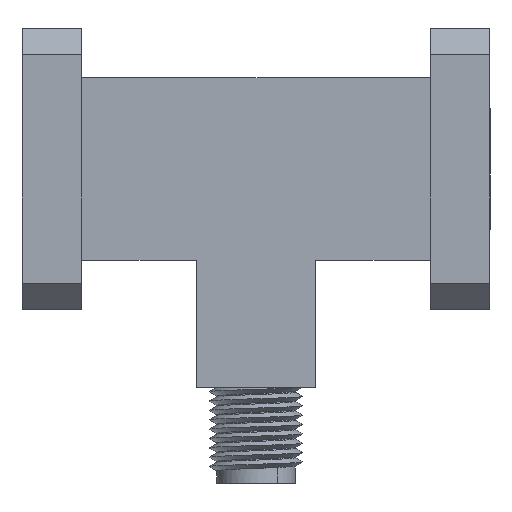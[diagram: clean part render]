
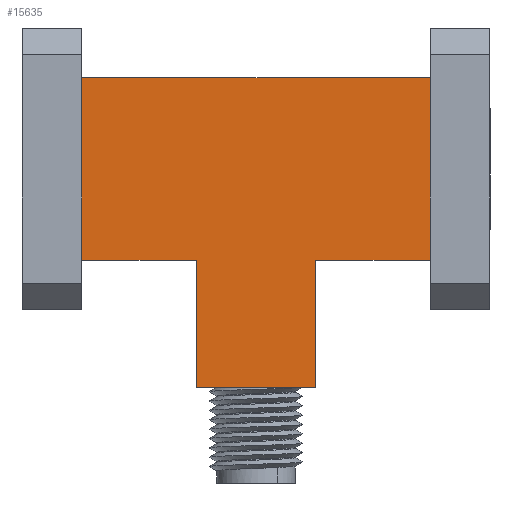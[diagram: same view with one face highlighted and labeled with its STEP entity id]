
A CAD part, front view. The second image highlights one B-rep face of the part: STEP entity #15635.
In plain terms, the highlighted planar face has unit normal (0, -1, 0).
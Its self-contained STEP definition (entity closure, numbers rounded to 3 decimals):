
#63 = CARTESIAN_POINT ( 'NONE',  ( -12.176, 1.203, 12.611 ) ) ;
#240 = ORIENTED_EDGE ( 'NONE', *, *, #30228, .F. ) ;
#375 = CARTESIAN_POINT ( 'NONE',  ( -12.176, 1.203, -3.112 ) ) ;
#414 = DIRECTION ( 'NONE',  ( 0., 0., -1. ) ) ;
#447 = DIRECTION ( 'NONE',  ( -1., 0., 0. ) ) ;
#574 = VERTEX_POINT ( 'NONE', #6411 ) ;
#1172 = CARTESIAN_POINT ( 'NONE',  ( 11.446, 1.203, 12.611 ) ) ;
#1366 = AXIS2_PLACEMENT_3D ( 'NONE', #63, #28849, #28969 ) ;
#1368 = VECTOR ( 'NONE', #17628, 1000. ) ;
#2542 = CARTESIAN_POINT ( 'NONE',  ( -4.429, 1.203, -11.774 ) ) ;
#3316 = CARTESIAN_POINT ( 'NONE',  ( -12.176, 1.203, 12.611 ) ) ;
#3776 = DIRECTION ( 'NONE',  ( 0., 0., 1. ) ) ;
#4932 = LINE ( 'NONE', #28794, #26476 ) ;
#5357 = VERTEX_POINT ( 'NONE', #20407 ) ;
#5526 = EDGE_LOOP ( 'NONE', ( #28534, #27183, #17362, #15374, #5596, #22008, #10120, #240 ) ) ;
#5596 = ORIENTED_EDGE ( 'NONE', *, *, #25499, .F. ) ;
#6411 = CARTESIAN_POINT ( 'NONE',  ( 11.446, 1.203, 9.283 ) ) ;
#7481 = EDGE_CURVE ( 'NONE', #18308, #13822, #13890, .T. ) ;
#9330 = LINE ( 'NONE', #28883, #27654 ) ;
#9355 = CARTESIAN_POINT ( 'NONE',  ( -12.176, 1.203, -3.112 ) ) ;
#9979 = EDGE_CURVE ( 'NONE', #31859, #10230, #21931, .T. ) ;
#9987 = DIRECTION ( 'NONE',  ( -1., 0., 0. ) ) ;
#10120 = ORIENTED_EDGE ( 'NONE', *, *, #9979, .T. ) ;
#10230 = VERTEX_POINT ( 'NONE', #19151 ) ;
#11879 = VECTOR ( 'NONE', #9987, 1000. ) ;
#12557 = FACE_OUTER_BOUND ( 'NONE', #5526, .T. ) ;
#13155 = CARTESIAN_POINT ( 'NONE',  ( -12.176, 1.203, -3.112 ) ) ;
#13822 = VERTEX_POINT ( 'NONE', #15211 ) ;
#13890 = LINE ( 'NONE', #9355, #1368 ) ;
#14586 = EDGE_CURVE ( 'NONE', #574, #28824, #4932, .T. ) ;
#15211 = CARTESIAN_POINT ( 'NONE',  ( -4.429, 1.203, -3.112 ) ) ;
#15307 = EDGE_CURVE ( 'NONE', #28824, #18308, #19920, .T. ) ;
#15374 = ORIENTED_EDGE ( 'NONE', *, *, #27591, .F. ) ;
#15593 = CARTESIAN_POINT ( 'NONE',  ( -4.429, 1.203, -11.774 ) ) ;
#15635 = ADVANCED_FACE ( 'NONE', ( #12557 ), #23511, .F. ) ;
#16969 = VECTOR ( 'NONE', #26928, 1000. ) ;
#17362 = ORIENTED_EDGE ( 'NONE', *, *, #7481, .T. ) ;
#17402 = VECTOR ( 'NONE', #26116, 1000. ) ;
#17628 = DIRECTION ( 'NONE',  ( 1., 0., 0. ) ) ;
#18308 = VERTEX_POINT ( 'NONE', #13155 ) ;
#19151 = CARTESIAN_POINT ( 'NONE',  ( 11.446, 1.203, -3.112 ) ) ;
#19485 = LINE ( 'NONE', #21816, #31310 ) ;
#19615 = LINE ( 'NONE', #2542, #11879 ) ;
#19821 = VERTEX_POINT ( 'NONE', #15593 ) ;
#19920 = LINE ( 'NONE', #3316, #27662 ) ;
#20407 = CARTESIAN_POINT ( 'NONE',  ( 3.699, 1.203, -11.774 ) ) ;
#20933 = DIRECTION ( 'NONE',  ( 0., 0., 1. ) ) ;
#21102 = LINE ( 'NONE', #1172, #16969 ) ;
#21755 = CARTESIAN_POINT ( 'NONE',  ( 3.699, 1.203, -3.112 ) ) ;
#21816 = CARTESIAN_POINT ( 'NONE',  ( 3.699, 1.203, -5.297 ) ) ;
#21931 = LINE ( 'NONE', #375, #17402 ) ;
#22008 = ORIENTED_EDGE ( 'NONE', *, *, #28241, .T. ) ;
#22977 = CARTESIAN_POINT ( 'NONE',  ( -12.176, 1.203, 9.283 ) ) ;
#23511 = PLANE ( 'NONE',  #1366 ) ;
#25499 = EDGE_CURVE ( 'NONE', #5357, #19821, #19615, .T. ) ;
#26116 = DIRECTION ( 'NONE',  ( 1., 0., 0. ) ) ;
#26476 = VECTOR ( 'NONE', #447, 1000. ) ;
#26928 = DIRECTION ( 'NONE',  ( 0., 0., -1. ) ) ;
#27183 = ORIENTED_EDGE ( 'NONE', *, *, #15307, .T. ) ;
#27591 = EDGE_CURVE ( 'NONE', #19821, #13822, #9330, .T. ) ;
#27654 = VECTOR ( 'NONE', #20933, 1000. ) ;
#27662 = VECTOR ( 'NONE', #414, 1000. ) ;
#28241 = EDGE_CURVE ( 'NONE', #5357, #31859, #19485, .T. ) ;
#28534 = ORIENTED_EDGE ( 'NONE', *, *, #14586, .T. ) ;
#28794 = CARTESIAN_POINT ( 'NONE',  ( -12.176, 1.203, 9.283 ) ) ;
#28824 = VERTEX_POINT ( 'NONE', #22977 ) ;
#28849 = DIRECTION ( 'NONE',  ( 0., 1., 0. ) ) ;
#28883 = CARTESIAN_POINT ( 'NONE',  ( -4.429, 1.203, -5.297 ) ) ;
#28969 = DIRECTION ( 'NONE',  ( -1., 0., 0. ) ) ;
#30228 = EDGE_CURVE ( 'NONE', #574, #10230, #21102, .T. ) ;
#31310 = VECTOR ( 'NONE', #3776, 1000. ) ;
#31859 = VERTEX_POINT ( 'NONE', #21755 ) ;
